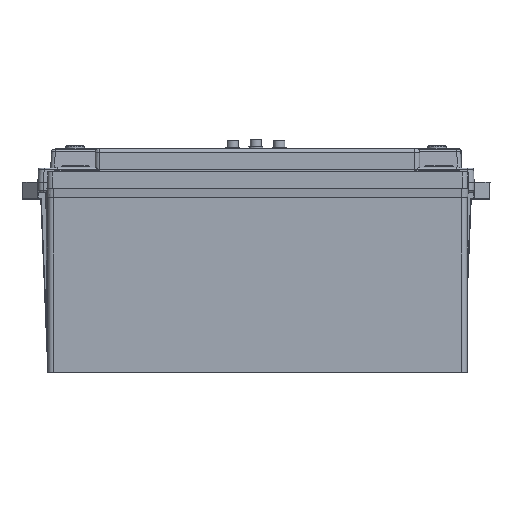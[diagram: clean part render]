
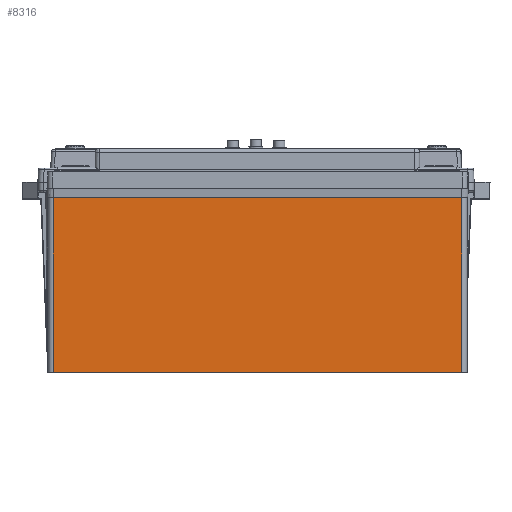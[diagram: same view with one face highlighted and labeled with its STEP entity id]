
A CAD part, top view. The second image highlights one B-rep face of the part: STEP entity #8316.
In plain terms, the highlighted planar face has unit normal (0, 0, 1).
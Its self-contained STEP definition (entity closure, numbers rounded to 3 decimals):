
#3192 = DIRECTION ( 'NONE',  ( 0., 0., 1. ) ) ;
#3543 = FACE_OUTER_BOUND ( 'NONE', #62988, .T. ) ;
#4240 = CARTESIAN_POINT ( 'NONE',  ( -225., 0., 84. ) ) ;
#4665 = DIRECTION ( 'NONE',  ( 1., 0., 0. ) ) ;
#6049 = DIRECTION ( 'NONE',  ( 0., 1., 0. ) ) ;
#7058 = ORIENTED_EDGE ( 'NONE', *, *, #16173, .T. ) ;
#8316 = ADVANCED_FACE ( 'NONE', ( #3543 ), #68077, .T. ) ;
#9216 = VERTEX_POINT ( 'NONE', #61024 ) ;
#12631 = ORIENTED_EDGE ( 'NONE', *, *, #69036, .F. ) ;
#12853 = ORIENTED_EDGE ( 'NONE', *, *, #47829, .T. ) ;
#13028 = AXIS2_PLACEMENT_3D ( 'NONE', #4240, #3192, #19867 ) ;
#15833 = EDGE_CURVE ( 'NONE', #54616, #9216, #48599, .T. ) ;
#15922 = VECTOR ( 'NONE', #58542, 1000. ) ;
#16173 = EDGE_CURVE ( 'NONE', #33891, #54616, #41113, .T. ) ;
#19867 = DIRECTION ( 'NONE',  ( 1., 0., 0. ) ) ;
#27012 = CARTESIAN_POINT ( 'NONE',  ( -219., 187., 84. ) ) ;
#33891 = VERTEX_POINT ( 'NONE', #54787 ) ;
#36863 = CARTESIAN_POINT ( 'NONE',  ( -219., 0., 84. ) ) ;
#37655 = LINE ( 'NONE', #27012, #62845 ) ;
#37966 = LINE ( 'NONE', #64905, #42063 ) ;
#41113 = LINE ( 'NONE', #57429, #49965 ) ;
#42063 = VECTOR ( 'NONE', #6049, 1000. ) ;
#47829 = EDGE_CURVE ( 'NONE', #9216, #56270, #37966, .T. ) ;
#48599 = LINE ( 'NONE', #58193, #15922 ) ;
#49965 = VECTOR ( 'NONE', #67717, 1000. ) ;
#54616 = VERTEX_POINT ( 'NONE', #36863 ) ;
#54787 = CARTESIAN_POINT ( 'NONE',  ( -219., 187., 84. ) ) ;
#56270 = VERTEX_POINT ( 'NONE', #61215 ) ;
#57429 = CARTESIAN_POINT ( 'NONE',  ( -219., 187., 84. ) ) ;
#58193 = CARTESIAN_POINT ( 'NONE',  ( -219., 0., 84. ) ) ;
#58542 = DIRECTION ( 'NONE',  ( 1., 0., 0. ) ) ;
#61024 = CARTESIAN_POINT ( 'NONE',  ( 219., 0., 84. ) ) ;
#61215 = CARTESIAN_POINT ( 'NONE',  ( 219., 187., 84. ) ) ;
#62845 = VECTOR ( 'NONE', #4665, 1000. ) ;
#62988 = EDGE_LOOP ( 'NONE', ( #7058, #68025, #12853, #12631 ) ) ;
#64905 = CARTESIAN_POINT ( 'NONE',  ( 219., 0., 84. ) ) ;
#67717 = DIRECTION ( 'NONE',  ( 0., -1., 0. ) ) ;
#68025 = ORIENTED_EDGE ( 'NONE', *, *, #15833, .T. ) ;
#68077 = PLANE ( 'NONE',  #13028 ) ;
#69036 = EDGE_CURVE ( 'NONE', #33891, #56270, #37655, .T. ) ;
